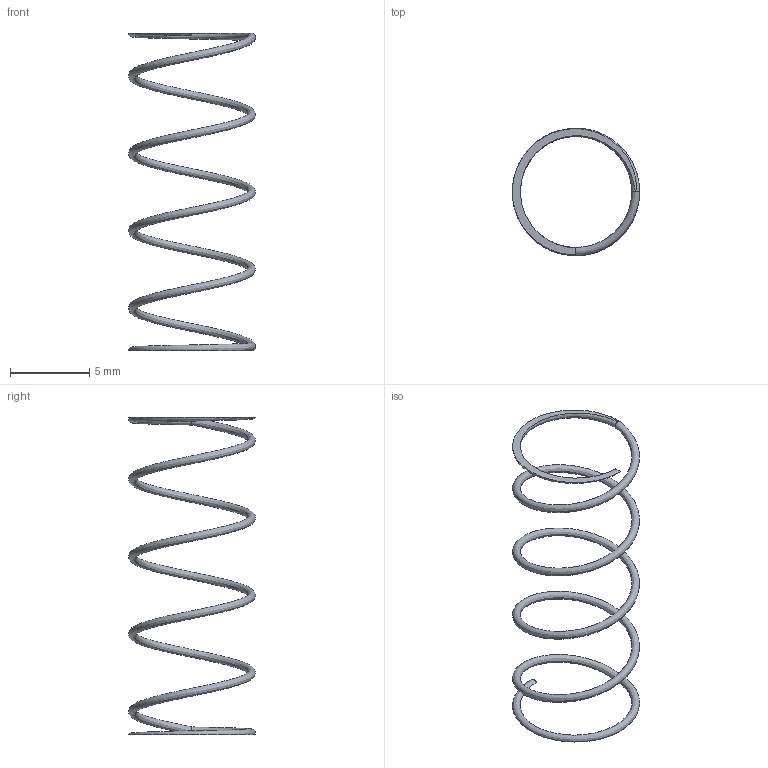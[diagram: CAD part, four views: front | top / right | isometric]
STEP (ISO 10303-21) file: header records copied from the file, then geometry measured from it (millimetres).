
FILE_DESCRIPTION(('STEP AP203'), '1');
FILE_NAME('Пружина 0,5х8х20', '', ('UNSPECIFIED'), ('UNSPECIFIED'), 'C3D Converter', 'C3D Toolkit', '');
FILE_SCHEMA(('CONFIG_CONTROL_DESIGN'));
Length unit declared in the file: millimetre
Bounding box: 8 x 8 x 20 mm (x, y, z)
Volume: 23 mm3; surface area: 197.5 mm2
Topology: 1 solids, 1 shells, 7 faces, 19 edges, 20 vertices
Faces by surface type: plane 4, bspline 3
Entity records: 4018 total; most frequent: CARTESIAN_POINT 3758, DIRECTION 24, ORIENTED_EDGE 24, COLOUR_RGB 14, PRESENTATION_STYLE_ASSIGNMENT 14, STYLED_ITEM 14, EDGE_CURVE 12, AXIS2_PLACEMENT_3D 11
